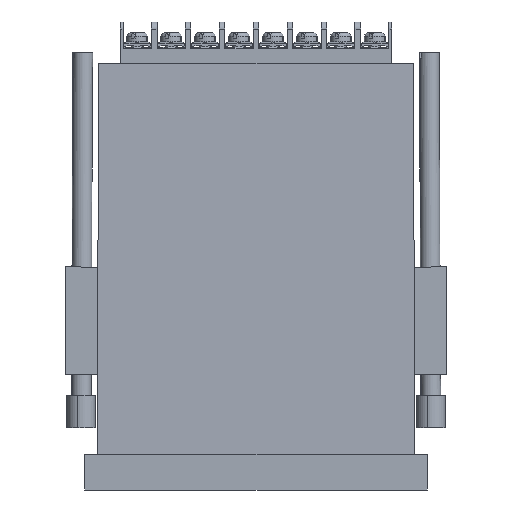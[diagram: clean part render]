
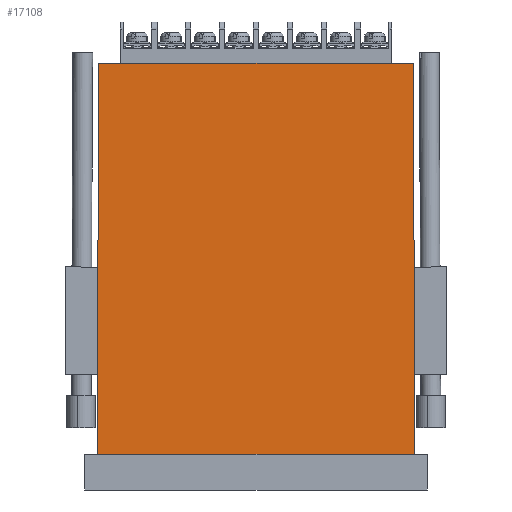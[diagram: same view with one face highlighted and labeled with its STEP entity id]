
A CAD part, front view. The second image highlights one B-rep face of the part: STEP entity #17108.
In plain terms, the highlighted planar face has unit normal (0, -1, 0.005).
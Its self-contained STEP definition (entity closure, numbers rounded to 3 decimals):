
#197 = VECTOR ( 'NONE', #6630, 1000. ) ;
#1833 = LINE ( 'NONE', #18532, #15957 ) ;
#2509 = LINE ( 'NONE', #13662, #197 ) ;
#2576 = CARTESIAN_POINT ( 'NONE',  ( -43.999, -22.249, 0.203 ) ) ;
#3224 = VECTOR ( 'NONE', #11421, 1000. ) ;
#3286 = VERTEX_POINT ( 'NONE', #6826 ) ;
#3795 = ORIENTED_EDGE ( 'NONE', *, *, #4530, .F. ) ;
#3891 = DIRECTION ( 'NONE',  ( 0., -0.005, -1. ) ) ;
#4521 = EDGE_CURVE ( 'NONE', #7964, #7098, #12132, .T. ) ;
#4530 = EDGE_CURVE ( 'NONE', #7964, #7213, #9847, .T. ) ;
#4862 = EDGE_LOOP ( 'NONE', ( #18295, #3795, #16162, #5323 ) ) ;
#5323 = ORIENTED_EDGE ( 'NONE', *, *, #11227, .T. ) ;
#5672 = AXIS2_PLACEMENT_3D ( 'NONE', #14018, #6588, #3891 ) ;
#6588 = DIRECTION ( 'NONE',  ( 0., -1., 0.005 ) ) ;
#6630 = DIRECTION ( 'NONE',  ( 1., 0., 0. ) ) ;
#6778 = PLANE ( 'NONE',  #5672 ) ;
#6826 = CARTESIAN_POINT ( 'NONE',  ( 44., -22.25, 0. ) ) ;
#7098 = VERTEX_POINT ( 'NONE', #11762 ) ;
#7213 = VERTEX_POINT ( 'NONE', #17725 ) ;
#7712 = FACE_OUTER_BOUND ( 'NONE', #4862, .T. ) ;
#7964 = VERTEX_POINT ( 'NONE', #14953 ) ;
#8516 = CARTESIAN_POINT ( 'NONE',  ( -44., -22.751, -109.5 ) ) ;
#8698 = VECTOR ( 'NONE', #9930, 1000. ) ;
#9847 = LINE ( 'NONE', #2576, #8698 ) ;
#9930 = DIRECTION ( 'NONE',  ( 0.005, 0.005, 1. ) ) ;
#11227 = EDGE_CURVE ( 'NONE', #7098, #3286, #1833, .T. ) ;
#11421 = DIRECTION ( 'NONE',  ( 1., 0., 0. ) ) ;
#11762 = CARTESIAN_POINT ( 'NONE',  ( 44.501, -22.751, -109.5 ) ) ;
#12132 = LINE ( 'NONE', #8516, #3224 ) ;
#12597 = EDGE_CURVE ( 'NONE', #7213, #3286, #2509, .T. ) ;
#13662 = CARTESIAN_POINT ( 'NONE',  ( -44., -22.25, 0. ) ) ;
#14018 = CARTESIAN_POINT ( 'NONE',  ( -44., -22.25, 0. ) ) ;
#14953 = CARTESIAN_POINT ( 'NONE',  ( -44.501, -22.751, -109.5 ) ) ;
#15957 = VECTOR ( 'NONE', #17285, 1000. ) ;
#16162 = ORIENTED_EDGE ( 'NONE', *, *, #4521, .T. ) ;
#17108 = ADVANCED_FACE ( 'NONE', ( #7712 ), #6778, .T. ) ;
#17285 = DIRECTION ( 'NONE',  ( -0.005, 0.005, 1. ) ) ;
#17725 = CARTESIAN_POINT ( 'NONE',  ( -44., -22.25, 0. ) ) ;
#18295 = ORIENTED_EDGE ( 'NONE', *, *, #12597, .F. ) ;
#18532 = CARTESIAN_POINT ( 'NONE',  ( 43.998, -22.248, 0.402 ) ) ;
